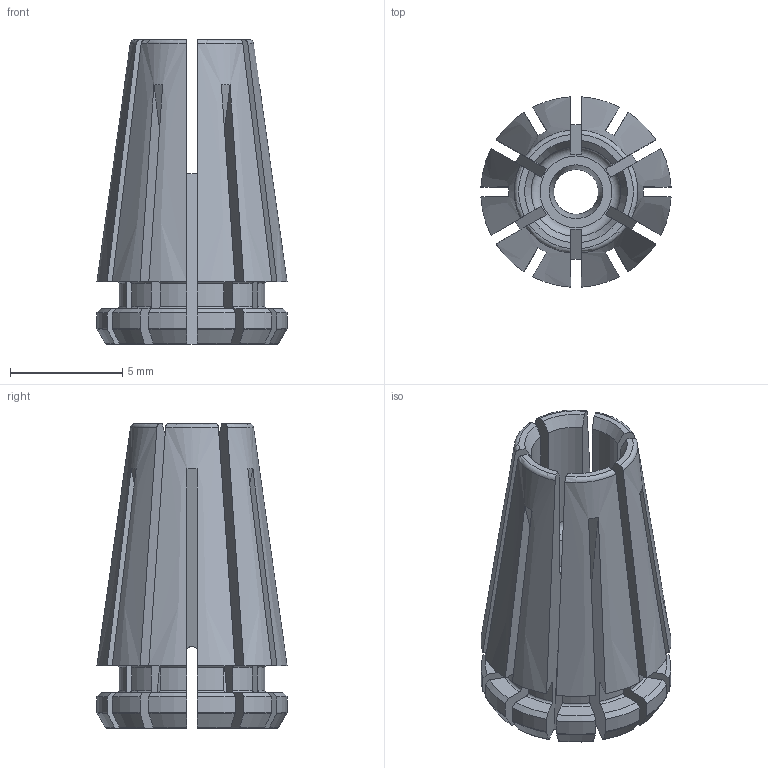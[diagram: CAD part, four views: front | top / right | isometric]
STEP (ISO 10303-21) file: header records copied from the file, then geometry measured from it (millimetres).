
FILE_DESCRIPTION(/* description */ (''),/* implementation_level */ '2;1');
FILE_NAME(/* name */ '110802001.stp',/* time_stamp */ '2021-01-08T13:03:57',/* author */ ('LRA'),/* organization */ ('REGO-FIX'),/* preprocessor_version */ ' Unknown',/* originating_system */ 'SIEMENS PLM Software Solid Edge ST10',/* authorization */ 'Unknown');
FILE_SCHEMA (('AUTOMOTIVE_DESIGN { 1 0 10303 214 2 1 1}'));
Length unit declared in the file: millimetre
Products named in the file (1): NOCUT
Bounding box: 8.49 x 8.49 x 13.6 mm (x, y, z)
Volume: 334.2 mm3; surface area: 952.9 mm2
Topology: 1 solids, 1 shells, 202 faces, 602 edges, 401 vertices
Faces by surface type: plane 73, torus 62, cone 36, cylinder 31
Full cylindrical faces by diameter (mm): 2 x1
Entity records: 7448 total; most frequent: CARTESIAN_POINT 1970, ORIENTED_EDGE 1194, DIRECTION 1156, EDGE_CURVE 597, AXIS2_PLACEMENT_3D 473, VERTEX_POINT 399, CIRCLE 255, LINE 210
